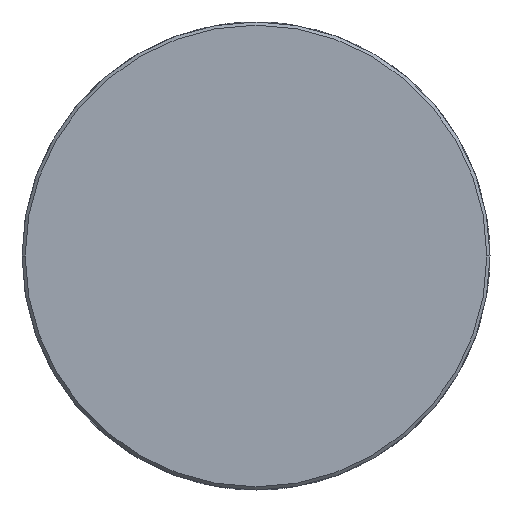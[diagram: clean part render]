
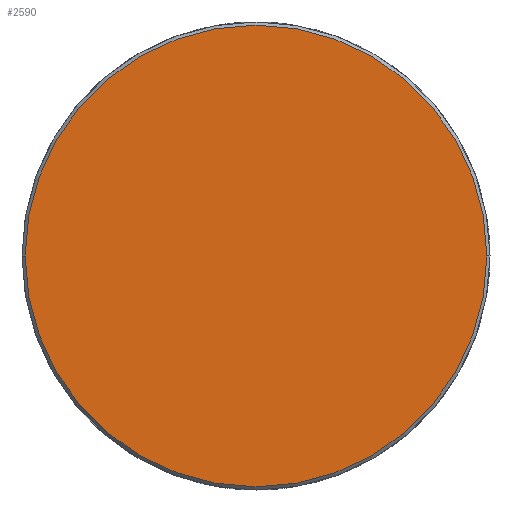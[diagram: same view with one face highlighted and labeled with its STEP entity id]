
A CAD part, front view. The second image highlights one B-rep face of the part: STEP entity #2590.
In plain terms, the highlighted planar face has unit normal (0, -1, 0).
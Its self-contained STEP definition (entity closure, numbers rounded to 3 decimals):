
#153 = DIRECTION ( 'NONE',  ( 0., -1., 0. ) ) ;
#361 = CARTESIAN_POINT ( 'NONE',  ( 0., -151.827, 0. ) ) ;
#364 = FACE_OUTER_BOUND ( 'NONE', #2231, .T. ) ;
#558 = DIRECTION ( 'NONE',  ( -1., 0., 0. ) ) ;
#870 = VERTEX_POINT ( 'NONE', #2155 ) ;
#912 = DIRECTION ( 'NONE',  ( -1., 0., 0. ) ) ;
#1091 = EDGE_CURVE ( 'NONE', #1702, #870, #3183, .T. ) ;
#1130 = ORIENTED_EDGE ( 'NONE', *, *, #1091, .T. ) ;
#1394 = CARTESIAN_POINT ( 'NONE',  ( 36.5, -151.827, 0. ) ) ;
#1632 = ORIENTED_EDGE ( 'NONE', *, *, #2386, .T. ) ;
#1702 = VERTEX_POINT ( 'NONE', #2211 ) ;
#1847 = CARTESIAN_POINT ( 'NONE',  ( 0., -151.827, 0. ) ) ;
#2120 = DIRECTION ( 'NONE',  ( -1., 0., 0. ) ) ;
#2155 = CARTESIAN_POINT ( 'NONE',  ( 36., -151.827, 0. ) ) ;
#2211 = CARTESIAN_POINT ( 'NONE',  ( -36., -151.827, 0. ) ) ;
#2231 = EDGE_LOOP ( 'NONE', ( #1130, #1632 ) ) ;
#2259 = DIRECTION ( 'NONE',  ( 0., 1., 0. ) ) ;
#2270 = AXIS2_PLACEMENT_3D ( 'NONE', #1847, #153, #2120 ) ;
#2340 = DIRECTION ( 'NONE',  ( 0., -1., 0. ) ) ;
#2386 = EDGE_CURVE ( 'NONE', #870, #1702, #3055, .T. ) ;
#2575 = AXIS2_PLACEMENT_3D ( 'NONE', #361, #2340, #912 ) ;
#2590 = ADVANCED_FACE ( 'NONE', ( #364 ), #3368, .F. ) ;
#2757 = AXIS2_PLACEMENT_3D ( 'NONE', #1394, #2259, #558 ) ;
#3055 = CIRCLE ( 'NONE', #2270, 36. ) ;
#3183 = CIRCLE ( 'NONE', #2575, 36. ) ;
#3368 = PLANE ( 'NONE',  #2757 ) ;
